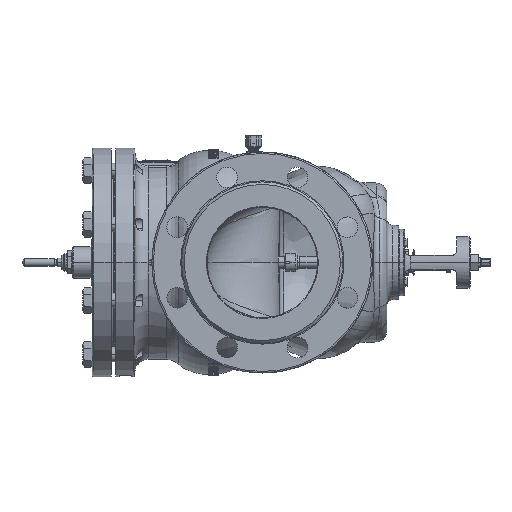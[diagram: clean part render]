
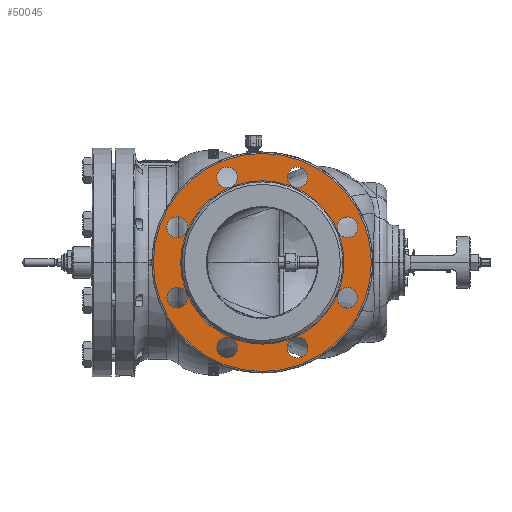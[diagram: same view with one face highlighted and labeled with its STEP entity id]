
A CAD part, left-side view. The second image highlights one B-rep face of the part: STEP entity #50045.
In plain terms, the highlighted planar face has unit normal (-1, 0, 0).
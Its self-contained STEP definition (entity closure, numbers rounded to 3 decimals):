
#518=CARTESIAN_POINT('',(-236.,0.,0.));
#519=DIRECTION('',(1.,0.,0.));
#520=DIRECTION('',(0.,-1.,0.));
#521=AXIS2_PLACEMENT_3D('',#518,#519,#520);
#526=CARTESIAN_POINT('',(-236.,0.,0.));
#527=DIRECTION('',(1.,0.,0.));
#528=DIRECTION('',(0.,1.,0.));
#529=AXIS2_PLACEMENT_3D('',#526,#527,#528);
#534=CARTESIAN_POINT('',(-236.,0.,0.));
#535=DIRECTION('',(1.,0.,0.));
#536=DIRECTION('',(0.,-1.,0.));
#537=AXIS2_PLACEMENT_3D('',#534,#535,#536);
#542=CARTESIAN_POINT('',(-236.,0.,0.));
#543=DIRECTION('',(1.,0.,0.));
#544=DIRECTION('',(0.,1.,0.));
#545=AXIS2_PLACEMENT_3D('',#542,#543,#544);
#550=CARTESIAN_POINT('',(-236.,115.485,-47.835));
#551=DIRECTION('',(-1.,0.,0.));
#552=DIRECTION('',(0.,-1.,0.));
#553=AXIS2_PLACEMENT_3D('',#550,#551,#552);
#558=CARTESIAN_POINT('',(-236.,115.485,-47.835));
#559=DIRECTION('',(-1.,0.,0.));
#560=DIRECTION('',(0.,1.,0.));
#561=AXIS2_PLACEMENT_3D('',#558,#559,#560);
#566=CARTESIAN_POINT('',(-236.,115.485,47.835));
#567=DIRECTION('',(-1.,0.,0.));
#568=DIRECTION('',(0.,-0.707,-0.707));
#569=AXIS2_PLACEMENT_3D('',#566,#567,#568);
#574=CARTESIAN_POINT('',(-236.,115.485,47.835));
#575=DIRECTION('',(-1.,0.,0.));
#576=DIRECTION('',(0.,0.707,0.707));
#577=AXIS2_PLACEMENT_3D('',#574,#575,#576);
#582=CARTESIAN_POINT('',(-236.,47.835,115.485));
#583=DIRECTION('',(-1.,0.,0.));
#584=DIRECTION('',(0.,0.,-1.));
#585=AXIS2_PLACEMENT_3D('',#582,#583,#584);
#590=CARTESIAN_POINT('',(-236.,47.835,115.485));
#591=DIRECTION('',(-1.,0.,0.));
#592=DIRECTION('',(0.,0.,1.));
#593=AXIS2_PLACEMENT_3D('',#590,#591,#592);
#598=CARTESIAN_POINT('',(-236.,-47.835,115.485));
#599=DIRECTION('',(-1.,0.,0.));
#600=DIRECTION('',(0.,0.707,-0.707));
#601=AXIS2_PLACEMENT_3D('',#598,#599,#600);
#606=CARTESIAN_POINT('',(-236.,-47.835,115.485));
#607=DIRECTION('',(-1.,0.,0.));
#608=DIRECTION('',(0.,-0.707,0.707));
#609=AXIS2_PLACEMENT_3D('',#606,#607,#608);
#614=CARTESIAN_POINT('',(-236.,-115.485,47.835));
#615=DIRECTION('',(-1.,0.,0.));
#616=DIRECTION('',(0.,1.,0.));
#617=AXIS2_PLACEMENT_3D('',#614,#615,#616);
#622=CARTESIAN_POINT('',(-236.,-115.485,47.835));
#623=DIRECTION('',(-1.,0.,0.));
#624=DIRECTION('',(0.,-1.,0.));
#625=AXIS2_PLACEMENT_3D('',#622,#623,#624);
#630=CARTESIAN_POINT('',(-236.,-115.485,-47.835));
#631=DIRECTION('',(-1.,0.,0.));
#632=DIRECTION('',(0.,0.707,0.707));
#633=AXIS2_PLACEMENT_3D('',#630,#631,#632);
#638=CARTESIAN_POINT('',(-236.,-115.485,-47.835));
#639=DIRECTION('',(-1.,0.,0.));
#640=DIRECTION('',(0.,-0.707,-0.707));
#641=AXIS2_PLACEMENT_3D('',#638,#639,#640);
#646=CARTESIAN_POINT('',(-236.,-47.835,-115.485));
#647=DIRECTION('',(-1.,0.,0.));
#648=DIRECTION('',(0.,0.,1.));
#649=AXIS2_PLACEMENT_3D('',#646,#647,#648);
#654=CARTESIAN_POINT('',(-236.,-47.835,-115.485));
#655=DIRECTION('',(-1.,0.,0.));
#656=DIRECTION('',(0.,0.,-1.));
#657=AXIS2_PLACEMENT_3D('',#654,#655,#656);
#662=CARTESIAN_POINT('',(-236.,47.835,-115.485));
#663=DIRECTION('',(-1.,0.,0.));
#664=DIRECTION('',(0.,-0.707,0.707));
#665=AXIS2_PLACEMENT_3D('',#662,#663,#664);
#670=CARTESIAN_POINT('',(-236.,47.835,-115.485));
#671=DIRECTION('',(-1.,0.,0.));
#672=DIRECTION('',(0.,0.707,-0.707));
#673=AXIS2_PLACEMENT_3D('',#670,#671,#672);
#47648=CARTESIAN_POINT('',(-236.,101.485,-47.835));
#47650=VERTEX_POINT('',#47648);
#47652=CARTESIAN_POINT('',(-236.,129.485,-47.835));
#47654=VERTEX_POINT('',#47652);
#47656=CARTESIAN_POINT('',(-236.,105.585,37.936));
#47658=VERTEX_POINT('',#47656);
#47660=CARTESIAN_POINT('',(-236.,125.384,57.735));
#47662=VERTEX_POINT('',#47660);
#47664=CARTESIAN_POINT('',(-236.,47.835,101.485));
#47666=VERTEX_POINT('',#47664);
#47668=CARTESIAN_POINT('',(-236.,47.835,129.485));
#47670=VERTEX_POINT('',#47668);
#47672=CARTESIAN_POINT('',(-236.,-37.936,105.585));
#47674=VERTEX_POINT('',#47672);
#47676=CARTESIAN_POINT('',(-236.,-57.735,125.384));
#47678=VERTEX_POINT('',#47676);
#47680=CARTESIAN_POINT('',(-236.,-101.485,47.835));
#47682=VERTEX_POINT('',#47680);
#47684=CARTESIAN_POINT('',(-236.,-129.485,47.835));
#47686=VERTEX_POINT('',#47684);
#47688=CARTESIAN_POINT('',(-236.,-105.585,-37.936));
#47690=VERTEX_POINT('',#47688);
#47692=CARTESIAN_POINT('',(-236.,-125.384,-57.735));
#47694=VERTEX_POINT('',#47692);
#47696=CARTESIAN_POINT('',(-236.,-47.835,-101.485));
#47698=VERTEX_POINT('',#47696);
#47700=CARTESIAN_POINT('',(-236.,-47.835,-129.485));
#47702=VERTEX_POINT('',#47700);
#47704=CARTESIAN_POINT('',(-236.,37.936,-105.585));
#47706=VERTEX_POINT('',#47704);
#47708=CARTESIAN_POINT('',(-236.,57.735,-125.384));
#47710=VERTEX_POINT('',#47708);
#47736=CARTESIAN_POINT('',(-236.,-110.828,0.));
#47737=CARTESIAN_POINT('',(-236.,110.828,0.));
#47738=VERTEX_POINT('',#47736);
#47739=VERTEX_POINT('',#47737);
#47756=CARTESIAN_POINT('',(-236.,-148.,0.));
#47757=CARTESIAN_POINT('',(-236.,148.,0.));
#47758=VERTEX_POINT('',#47756);
#47759=VERTEX_POINT('',#47757);
#49982=CARTESIAN_POINT('',(-236.,0.,0.));
#49983=DIRECTION('',(1.,0.,0.));
#49984=DIRECTION('',(0.,-1.,0.));
#49985=AXIS2_PLACEMENT_3D('',#49982,#49983,#49984);
#49986=PLANE('',#49985);
#49988=ORIENTED_EDGE('',*,*,#49987,.T.);
#49990=ORIENTED_EDGE('',*,*,#49989,.T.);
#49991=EDGE_LOOP('',(#49988,#49990));
#49992=FACE_OUTER_BOUND('',#49991,.F.);
#49993=ORIENTED_EDGE('',*,*,#49962,.F.);
#49994=ORIENTED_EDGE('',*,*,#49976,.F.);
#49995=EDGE_LOOP('',(#49993,#49994));
#49996=FACE_BOUND('',#49995,.F.);
#49998=ORIENTED_EDGE('',*,*,#49997,.T.);
#50000=ORIENTED_EDGE('',*,*,#49999,.T.);
#50001=EDGE_LOOP('',(#49998,#50000));
#50002=FACE_BOUND('',#50001,.F.);
#50004=ORIENTED_EDGE('',*,*,#50003,.T.);
#50006=ORIENTED_EDGE('',*,*,#50005,.T.);
#50007=EDGE_LOOP('',(#50004,#50006));
#50008=FACE_BOUND('',#50007,.F.);
#50010=ORIENTED_EDGE('',*,*,#50009,.T.);
#50012=ORIENTED_EDGE('',*,*,#50011,.T.);
#50013=EDGE_LOOP('',(#50010,#50012));
#50014=FACE_BOUND('',#50013,.F.);
#50016=ORIENTED_EDGE('',*,*,#50015,.T.);
#50018=ORIENTED_EDGE('',*,*,#50017,.T.);
#50019=EDGE_LOOP('',(#50016,#50018));
#50020=FACE_BOUND('',#50019,.F.);
#50022=ORIENTED_EDGE('',*,*,#50021,.T.);
#50024=ORIENTED_EDGE('',*,*,#50023,.T.);
#50025=EDGE_LOOP('',(#50022,#50024));
#50026=FACE_BOUND('',#50025,.F.);
#50028=ORIENTED_EDGE('',*,*,#50027,.T.);
#50030=ORIENTED_EDGE('',*,*,#50029,.T.);
#50031=EDGE_LOOP('',(#50028,#50030));
#50032=FACE_BOUND('',#50031,.F.);
#50034=ORIENTED_EDGE('',*,*,#50033,.T.);
#50036=ORIENTED_EDGE('',*,*,#50035,.T.);
#50037=EDGE_LOOP('',(#50034,#50036));
#50038=FACE_BOUND('',#50037,.F.);
#50040=ORIENTED_EDGE('',*,*,#50039,.T.);
#50042=ORIENTED_EDGE('',*,*,#50041,.T.);
#50043=EDGE_LOOP('',(#50040,#50042));
#50044=FACE_BOUND('',#50043,.F.);
#522=CIRCLE('',#521,110.828);
#530=CIRCLE('',#529,110.828);
#538=CIRCLE('',#537,148.);
#546=CIRCLE('',#545,148.);
#554=CIRCLE('',#553,14.);
#562=CIRCLE('',#561,14.);
#570=CIRCLE('',#569,14.);
#578=CIRCLE('',#577,14.);
#586=CIRCLE('',#585,14.);
#594=CIRCLE('',#593,14.);
#602=CIRCLE('',#601,14.);
#610=CIRCLE('',#609,14.);
#618=CIRCLE('',#617,14.);
#626=CIRCLE('',#625,14.);
#634=CIRCLE('',#633,14.);
#642=CIRCLE('',#641,14.);
#650=CIRCLE('',#649,14.);
#658=CIRCLE('',#657,14.);
#666=CIRCLE('',#665,14.);
#674=CIRCLE('',#673,14.);
#49962=EDGE_CURVE('',#47738,#47739,#522,.T.);
#49976=EDGE_CURVE('',#47739,#47738,#530,.T.);
#49987=EDGE_CURVE('',#47758,#47759,#538,.T.);
#49989=EDGE_CURVE('',#47759,#47758,#546,.T.);
#49997=EDGE_CURVE('',#47650,#47654,#554,.T.);
#49999=EDGE_CURVE('',#47654,#47650,#562,.T.);
#50003=EDGE_CURVE('',#47658,#47662,#570,.T.);
#50005=EDGE_CURVE('',#47662,#47658,#578,.T.);
#50009=EDGE_CURVE('',#47666,#47670,#586,.T.);
#50011=EDGE_CURVE('',#47670,#47666,#594,.T.);
#50015=EDGE_CURVE('',#47674,#47678,#602,.T.);
#50017=EDGE_CURVE('',#47678,#47674,#610,.T.);
#50021=EDGE_CURVE('',#47682,#47686,#618,.T.);
#50023=EDGE_CURVE('',#47686,#47682,#626,.T.);
#50027=EDGE_CURVE('',#47690,#47694,#634,.T.);
#50029=EDGE_CURVE('',#47694,#47690,#642,.T.);
#50033=EDGE_CURVE('',#47698,#47702,#650,.T.);
#50035=EDGE_CURVE('',#47702,#47698,#658,.T.);
#50039=EDGE_CURVE('',#47706,#47710,#666,.T.);
#50041=EDGE_CURVE('',#47710,#47706,#674,.T.);
#50045=ADVANCED_FACE('',(#49992,#49996,#50002,#50008,#50014,#50020,#50026,
#50032,#50038,#50044),#49986,.F.);
